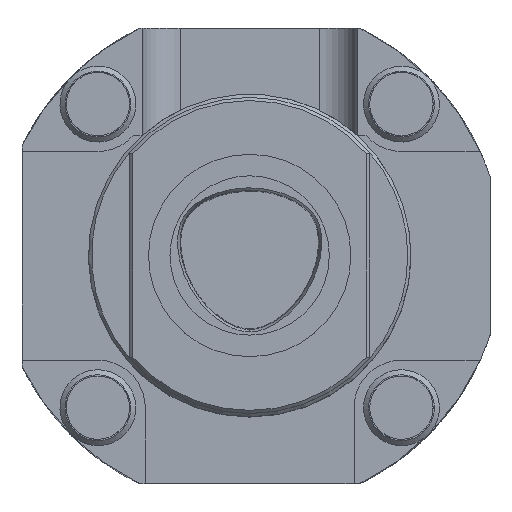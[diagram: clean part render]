
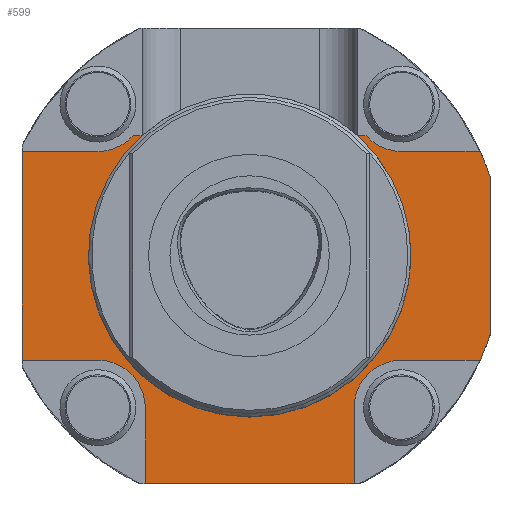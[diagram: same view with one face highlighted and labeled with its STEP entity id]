
A CAD part, top view. The second image highlights one B-rep face of the part: STEP entity #599.
In plain terms, the highlighted planar face has unit normal (0, 0, 1).
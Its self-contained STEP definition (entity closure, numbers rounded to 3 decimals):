
#298=PLANE('',#4194);
#427=CIRCLE('',#4185,7.5);
#429=CIRCLE('',#4188,7.5);
#430=CIRCLE('',#4189,7.5);
#431=CIRCLE('',#4190,40.);
#432=CIRCLE('',#4191,40.);
#433=CIRCLE('',#4192,7.5);
#434=CIRCLE('',#4193,25.5);
#599=ADVANCED_FACE('',(#940),#298,.F.);
#940=FACE_OUTER_BOUND('',#1145,.T.);
#1145=EDGE_LOOP('',(#1987,#1988,#1989,#1990,#1991,#1992,#1993,#1994,#1995,
#1996,#1997,#1998,#1999,#2000,#2001,#2002,#2003,#2004));
#1451=LINE('',#6857,#1675);
#1455=LINE('',#6865,#1679);
#1468=LINE('',#7356,#1692);
#1469=LINE('',#7358,#1693);
#1470=LINE('',#7360,#1694);
#1471=LINE('',#7364,#1695);
#1472=LINE('',#7366,#1696);
#1473=LINE('',#7368,#1697);
#1474=LINE('',#7372,#1698);
#1475=LINE('',#7376,#1699);
#1476=LINE('',#7380,#1700);
#1675=VECTOR('',#4795,1.);
#1679=VECTOR('',#4799,1.);
#1692=VECTOR('',#4832,1.);
#1693=VECTOR('',#4833,1.);
#1694=VECTOR('',#4834,1.);
#1695=VECTOR('',#4837,1.);
#1696=VECTOR('',#4838,1.);
#1697=VECTOR('',#4839,1.);
#1698=VECTOR('',#4842,1.);
#1699=VECTOR('',#4845,1.);
#1700=VECTOR('',#4848,1.);
#1987=ORIENTED_EDGE('',*,*,#3563,.F.);
#1988=ORIENTED_EDGE('',*,*,#3587,.T.);
#1989=ORIENTED_EDGE('',*,*,#3590,.T.);
#1990=ORIENTED_EDGE('',*,*,#3591,.F.);
#1991=ORIENTED_EDGE('',*,*,#3592,.T.);
#1992=ORIENTED_EDGE('',*,*,#3593,.T.);
#1993=ORIENTED_EDGE('',*,*,#3594,.T.);
#1994=ORIENTED_EDGE('',*,*,#3595,.F.);
#1995=ORIENTED_EDGE('',*,*,#3596,.T.);
#1996=ORIENTED_EDGE('',*,*,#3597,.T.);
#1997=ORIENTED_EDGE('',*,*,#3598,.T.);
#1998=ORIENTED_EDGE('',*,*,#3599,.T.);
#1999=ORIENTED_EDGE('',*,*,#3600,.F.);
#2000=ORIENTED_EDGE('',*,*,#3601,.T.);
#2001=ORIENTED_EDGE('',*,*,#3602,.T.);
#2002=ORIENTED_EDGE('',*,*,#3603,.T.);
#2003=ORIENTED_EDGE('',*,*,#3567,.F.);
#2004=ORIENTED_EDGE('',*,*,#3604,.F.);
#3154=VERTEX_POINT('',#6856);
#3155=VERTEX_POINT('',#6858);
#3158=VERTEX_POINT('',#6864);
#3159=VERTEX_POINT('',#6866);
#3173=VERTEX_POINT('',#7351);
#3175=VERTEX_POINT('',#7357);
#3176=VERTEX_POINT('',#7359);
#3177=VERTEX_POINT('',#7361);
#3178=VERTEX_POINT('',#7363);
#3179=VERTEX_POINT('',#7365);
#3180=VERTEX_POINT('',#7367);
#3181=VERTEX_POINT('',#7369);
#3182=VERTEX_POINT('',#7371);
#3183=VERTEX_POINT('',#7373);
#3184=VERTEX_POINT('',#7375);
#3185=VERTEX_POINT('',#7377);
#3186=VERTEX_POINT('',#7379);
#3187=VERTEX_POINT('',#7381);
#3563=EDGE_CURVE('',#3154,#3155,#1451,.T.);
#3567=EDGE_CURVE('',#3158,#3159,#1455,.T.);
#3587=EDGE_CURVE('',#3154,#3173,#427,.T.);
#3590=EDGE_CURVE('',#3173,#3175,#1468,.T.);
#3591=EDGE_CURVE('',#3176,#3175,#1469,.T.);
#3592=EDGE_CURVE('',#3176,#3177,#1470,.T.);
#3593=EDGE_CURVE('',#3177,#3178,#429,.T.);
#3594=EDGE_CURVE('',#3178,#3179,#1471,.T.);
#3595=EDGE_CURVE('',#3180,#3179,#1472,.T.);
#3596=EDGE_CURVE('',#3180,#3181,#1473,.T.);
#3597=EDGE_CURVE('',#3181,#3182,#430,.T.);
#3598=EDGE_CURVE('',#3182,#3183,#1474,.T.);
#3599=EDGE_CURVE('',#3183,#3184,#431,.T.);
#3600=EDGE_CURVE('',#3185,#3184,#1475,.T.);
#3601=EDGE_CURVE('',#3185,#3186,#432,.T.);
#3602=EDGE_CURVE('',#3186,#3187,#1476,.T.);
#3603=EDGE_CURVE('',#3187,#3159,#433,.T.);
#3604=EDGE_CURVE('',#3155,#3158,#434,.T.);
#4185=AXIS2_PLACEMENT_3D('',#7350,#4825,#4826);
#4188=AXIS2_PLACEMENT_3D('',#7362,#4835,#4836);
#4189=AXIS2_PLACEMENT_3D('',#7370,#4840,#4841);
#4190=AXIS2_PLACEMENT_3D('',#7374,#4843,#4844);
#4191=AXIS2_PLACEMENT_3D('',#7378,#4846,#4847);
#4192=AXIS2_PLACEMENT_3D('',#7382,#4849,#4850);
#4193=AXIS2_PLACEMENT_3D('',#7383,#4851,#4852);
#4194=AXIS2_PLACEMENT_3D('',#7384,#4853,#4854);
#4795=DIRECTION('',(1.,0.,0.));
#4799=DIRECTION('',(1.,0.,0.));
#4825=DIRECTION('',(0.,0.,-1.));
#4826=DIRECTION('',(0.,1.,0.));
#4832=DIRECTION('',(-1.,0.,0.));
#4833=DIRECTION('',(0.,1.,0.));
#4834=DIRECTION('',(1.,0.,0.));
#4835=DIRECTION('',(0.,0.,-1.));
#4836=DIRECTION('',(0.,1.,0.));
#4837=DIRECTION('',(0.,-1.,0.));
#4838=DIRECTION('',(-1.,0.,0.));
#4839=DIRECTION('',(0.,1.,0.));
#4840=DIRECTION('',(0.,0.,-1.));
#4841=DIRECTION('',(0.,1.,0.));
#4842=DIRECTION('',(1.,0.,0.));
#4843=DIRECTION('',(0.,0.,1.));
#4844=DIRECTION('',(-1.,0.,0.));
#4845=DIRECTION('',(0.,-1.,0.));
#4846=DIRECTION('',(0.,0.,1.));
#4847=DIRECTION('',(-1.,0.,0.));
#4848=DIRECTION('',(-1.,0.,0.));
#4849=DIRECTION('',(0.,0.,-1.));
#4850=DIRECTION('',(0.,1.,0.));
#4851=DIRECTION('',(0.,0.,1.));
#4852=DIRECTION('',(-1.,0.,0.));
#4853=DIRECTION('',(0.,0.,-1.));
#4854=DIRECTION('',(1.,0.,0.));
#6856=CARTESIAN_POINT('',(-18.41,19.,22.));
#6857=CARTESIAN_POINT('',(-40.,19.,22.));
#6858=CARTESIAN_POINT('',(-17.007,19.,22.));
#6864=CARTESIAN_POINT('',(17.007,19.,22.));
#6865=CARTESIAN_POINT('',(-40.,19.,22.));
#6866=CARTESIAN_POINT('',(18.41,19.,22.));
#7350=CARTESIAN_POINT('',(-24.,24.,22.));
#7351=CARTESIAN_POINT('',(-24.,16.5,22.));
#7356=CARTESIAN_POINT('',(-24.,16.5,22.));
#7357=CARTESIAN_POINT('',(-36.,16.5,22.));
#7358=CARTESIAN_POINT('',(-36.,0.,22.));
#7359=CARTESIAN_POINT('',(-36.,-16.5,22.));
#7360=CARTESIAN_POINT('',(-46.5,-16.5,22.));
#7361=CARTESIAN_POINT('',(-24.,-16.5,22.));
#7362=CARTESIAN_POINT('',(-24.,-24.,22.));
#7363=CARTESIAN_POINT('',(-16.5,-24.,22.));
#7364=CARTESIAN_POINT('',(-16.5,-24.,22.));
#7365=CARTESIAN_POINT('',(-16.5,-36.,22.));
#7366=CARTESIAN_POINT('',(-40.,-36.,22.));
#7367=CARTESIAN_POINT('',(16.5,-36.,22.));
#7368=CARTESIAN_POINT('',(16.5,-46.5,22.));
#7369=CARTESIAN_POINT('',(16.5,-24.,22.));
#7370=CARTESIAN_POINT('',(24.,-24.,22.));
#7371=CARTESIAN_POINT('',(24.,-16.5,22.));
#7372=CARTESIAN_POINT('',(24.,-16.5,22.));
#7373=CARTESIAN_POINT('',(36.438,-16.5,22.));
#7374=CARTESIAN_POINT('',(0.,0.,22.));
#7375=CARTESIAN_POINT('',(38.,-12.49,22.));
#7376=CARTESIAN_POINT('',(38.,0.,22.));
#7377=CARTESIAN_POINT('',(38.,12.49,22.));
#7378=CARTESIAN_POINT('',(0.,0.,22.));
#7379=CARTESIAN_POINT('',(36.438,16.5,22.));
#7380=CARTESIAN_POINT('',(46.5,16.5,22.));
#7381=CARTESIAN_POINT('',(24.,16.5,22.));
#7382=CARTESIAN_POINT('',(24.,24.,22.));
#7383=CARTESIAN_POINT('',(0.,0.,22.));
#7384=CARTESIAN_POINT('',(-40.,0.,22.));
